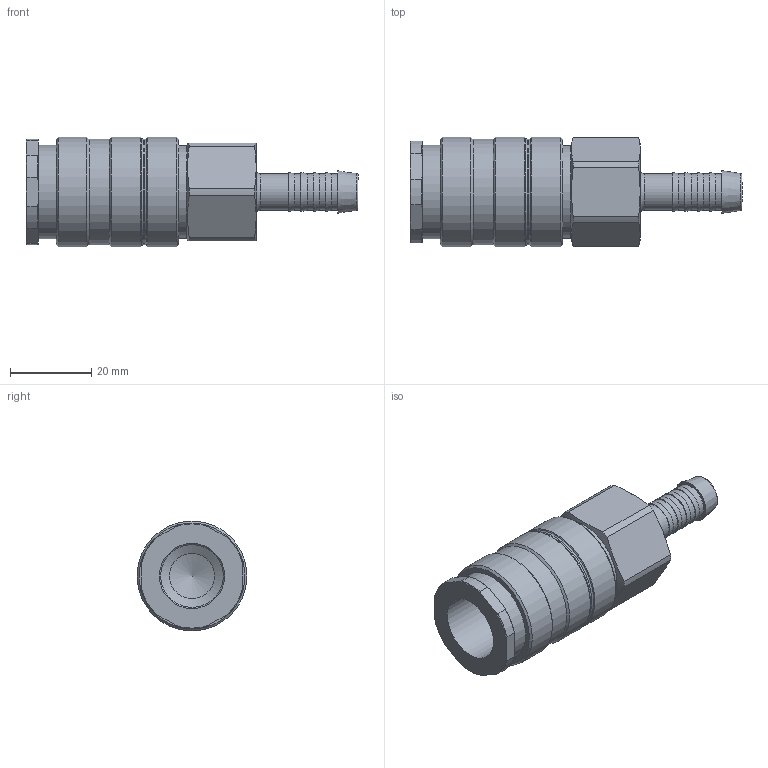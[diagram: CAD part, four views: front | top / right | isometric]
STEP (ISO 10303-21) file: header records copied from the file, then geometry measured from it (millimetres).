
FILE_DESCRIPTION(/* description */ (''),/* implementation_level */ '2;1');
FILE_NAME(/* name */ 'esscig_9_tab.stp',/* time_stamp */ '2022-06-28T09:15:45+02:00',/* author */ ('meier'),/* organization */ (''),/* preprocessor_version */ 'ST-DEVELOPER v18.1',/* originating_system */ 'Autodesk Inventor 2022',/* authorisation */ '0 mm^3');
FILE_SCHEMA (('AUTOMOTIVE_DESIGN { 1 0 10303 214 3 1 1 }'));
Length unit declared in the file: millimetre
Products named in the file (1): LUE_00036639
Bounding box: 81.5 x 26.92 x 26.92 mm (x, y, z)
Volume: 22015.7 mm3; surface area: 10062.4 mm2
Topology: 1 solids, 1 shells, 97 faces, 222 edges, 139 vertices
Faces by surface type: cone 35, cylinder 31, plane 26, torus 5
Full cylindrical faces by diameter (mm): 6 x1, 9 x5, 11.1 x1, 15.4 x1, 16 x1, 18 x1, 22.7 x1, 23 x1, 23.3 x1, 23.5 x1, 26 x2, 27 x3
Entity records: 2853 total; most frequent: CARTESIAN_POINT 542, DIRECTION 482, ORIENTED_EDGE 442, EDGE_CURVE 221, AXIS2_PLACEMENT_3D 205, VERTEX_POINT 139, EDGE_LOOP 110, CIRCLE 107
